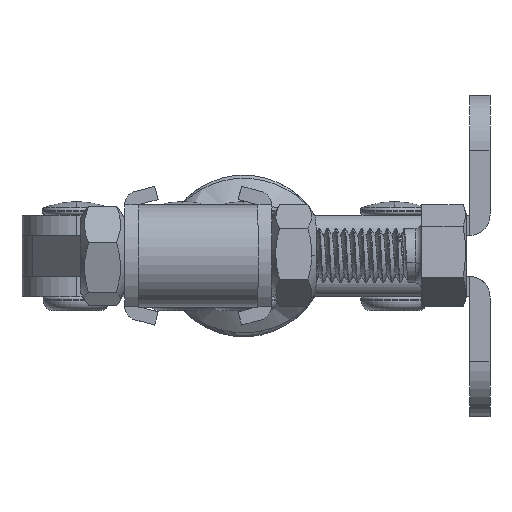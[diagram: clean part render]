
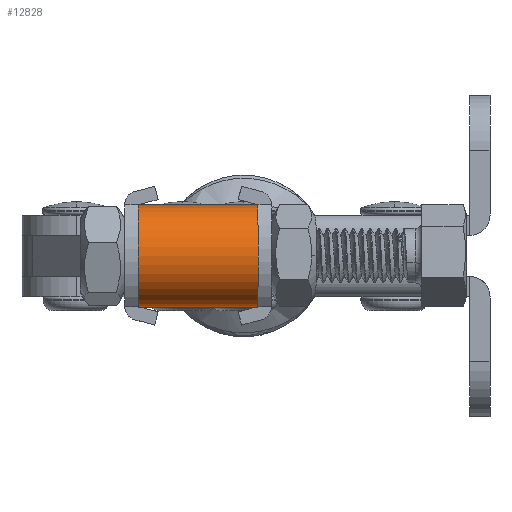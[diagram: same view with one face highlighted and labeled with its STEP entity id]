
A CAD part, left-side view. The second image highlights one B-rep face of the part: STEP entity #12828.
In plain terms, the highlighted cylindrical face has radius 7.5 mm (diameter 15 mm), a partial arc.
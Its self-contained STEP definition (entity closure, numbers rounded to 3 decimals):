
#11988 = EDGE_CURVE ( 'NONE', #11989, #12080, #32907, .T. ) ;
#11989 = VERTEX_POINT ( 'NONE', #33409 ) ;
#12080 = VERTEX_POINT ( 'NONE', #33764 ) ;
#12328 = EDGE_CURVE ( 'NONE', #12329, #12330, #34710, .T. ) ;
#12329 = VERTEX_POINT ( 'NONE', #34706 ) ;
#12330 = VERTEX_POINT ( 'NONE', #34705 ) ;
#12562 = EDGE_CURVE ( 'NONE', #11989, #12329, #35549, .T. ) ;
#12609 = EDGE_CURVE ( 'NONE', #12080, #12330, #35601, .T. ) ;
#12751 = EDGE_LOOP ( 'NONE', ( #12752, #12753, #12754, #12755 ) ) ;
#12752 = ORIENTED_EDGE ( 'NONE', *, *, #12562, .F. ) ;
#12753 = ORIENTED_EDGE ( 'NONE', *, *, #11988, .T. ) ;
#12754 = ORIENTED_EDGE ( 'NONE', *, *, #12609, .T. ) ;
#12755 = ORIENTED_EDGE ( 'NONE', *, *, #12328, .F. ) ;
#12828 = ADVANCED_FACE ( 'NONE', ( #36250 ), #36249, .T. ) ;
#32906 = CARTESIAN_POINT ( 'NONE',  ( -7.5, 34.5, 15. ) ) ;
#32907 = LINE ( 'NONE', #32906, #33423 ) ;
#33409 = CARTESIAN_POINT ( 'NONE',  ( -7.5, 17.5, 15. ) ) ;
#33421 = DIRECTION ( 'NONE',  ( 0., -1., 0. ) ) ;
#33423 = VECTOR ( 'NONE', #33421, 1000. ) ;
#33764 = CARTESIAN_POINT ( 'NONE',  ( -7.5, 0., 15. ) ) ;
#34705 = CARTESIAN_POINT ( 'NONE',  ( -7.5, 0., 0. ) ) ;
#34706 = CARTESIAN_POINT ( 'NONE',  ( -7.5, 17.5, 0. ) ) ;
#34707 = DIRECTION ( 'NONE',  ( 0., -1., 0. ) ) ;
#34708 = VECTOR ( 'NONE', #34707, 1000. ) ;
#34709 = CARTESIAN_POINT ( 'NONE',  ( -7.5, 34.5, 0. ) ) ;
#34710 = LINE ( 'NONE', #34709, #34708 ) ;
#35545 = DIRECTION ( 'NONE',  ( 1., 0., 0. ) ) ;
#35546 = DIRECTION ( 'NONE',  ( 0., 1., 0. ) ) ;
#35547 = CARTESIAN_POINT ( 'NONE',  ( -7.5, 17.5, 7.5 ) ) ;
#35548 = AXIS2_PLACEMENT_3D ( 'NONE', #35547, #35546, #35545 ) ;
#35549 = CIRCLE ( 'NONE', #35548, 7.5 ) ;
#35597 = DIRECTION ( 'NONE',  ( 0., 0., 1. ) ) ;
#35598 = DIRECTION ( 'NONE',  ( 0., 1., 0. ) ) ;
#35599 = CARTESIAN_POINT ( 'NONE',  ( -7.5, 0., 7.5 ) ) ;
#35600 = AXIS2_PLACEMENT_3D ( 'NONE', #35599, #35598, #35597 ) ;
#35601 = CIRCLE ( 'NONE', #35600, 7.5 ) ;
#36245 = DIRECTION ( 'NONE',  ( 0., 0., -1. ) ) ;
#36246 = DIRECTION ( 'NONE',  ( 0., -1., 0. ) ) ;
#36247 = CARTESIAN_POINT ( 'NONE',  ( -7.5, 34.5, 7.5 ) ) ;
#36248 = AXIS2_PLACEMENT_3D ( 'NONE', #36247, #36246, #36245 ) ;
#36249 = CYLINDRICAL_SURFACE ( 'NONE', #36248, 7.5 ) ;
#36250 = FACE_OUTER_BOUND ( 'NONE', #12751, .T. ) ;
